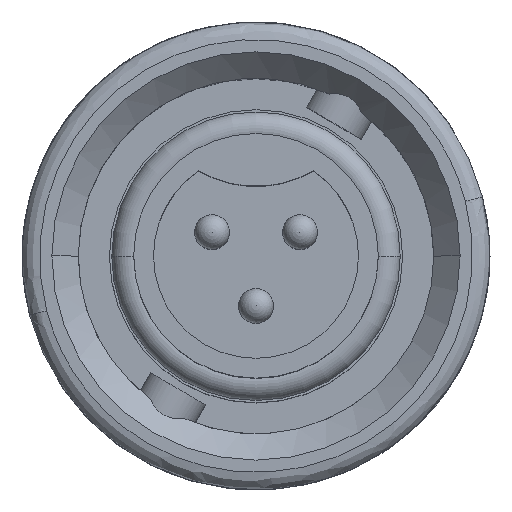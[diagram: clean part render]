
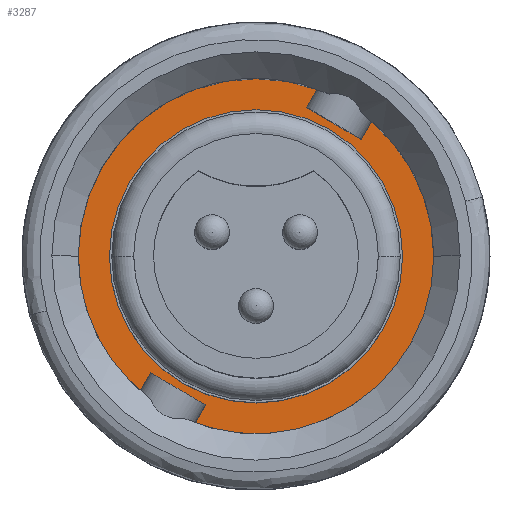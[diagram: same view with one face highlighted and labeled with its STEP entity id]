
A CAD part, top view. The second image highlights one B-rep face of the part: STEP entity #3287.
In plain terms, the highlighted planar face has unit normal (0, 0, 1).
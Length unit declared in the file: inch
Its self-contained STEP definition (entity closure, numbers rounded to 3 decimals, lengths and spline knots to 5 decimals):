
#34 = VECTOR ( 'NONE', #113, 39.37008 ) ;
#108 = CARTESIAN_POINT ( 'NONE',  ( -0.11951, -0.13281, 0.48 ) ) ;
#113 = DIRECTION ( 'NONE',  ( 0.863, -0.505, 0. ) ) ;
#180 = VERTEX_POINT ( 'NONE', #217 ) ;
#185 = DIRECTION ( 'NONE',  ( 1., 0., 0. ) ) ;
#209 = ORIENTED_EDGE ( 'NONE', *, *, #6081, .T. ) ;
#217 = CARTESIAN_POINT ( 'NONE',  ( -0.06939, -0.18971, 0.48 ) ) ;
#483 = ORIENTED_EDGE ( 'NONE', *, *, #6019, .T. ) ;
#503 = CARTESIAN_POINT ( 'NONE',  ( 0.13152, 0.15332, 0.48 ) ) ;
#507 = ORIENTED_EDGE ( 'NONE', *, *, #5741, .T. ) ;
#807 = CARTESIAN_POINT ( 'NONE',  ( -0.16658, 0., 0.48 ) ) ;
#811 = VERTEX_POINT ( 'NONE', #6337 ) ;
#898 = ORIENTED_EDGE ( 'NONE', *, *, #5852, .T. ) ;
#900 = DIRECTION ( 'NONE',  ( 0., 0., 1. ) ) ;
#912 = VERTEX_POINT ( 'NONE', #4285 ) ;
#913 = EDGE_CURVE ( 'NONE', #811, #1633, #5464, .T. ) ;
#914 = CARTESIAN_POINT ( 'NONE',  ( -0.05738, -0.1692, 0.48 ) ) ;
#1009 = EDGE_CURVE ( 'NONE', #6857, #180, #5808, .T. ) ;
#1086 = DIRECTION ( 'NONE',  ( 0.505, 0.863, 0. ) ) ;
#1161 = ORIENTED_EDGE ( 'NONE', *, *, #1248, .T. ) ;
#1248 = EDGE_CURVE ( 'NONE', #1633, #3126, #2378, .T. ) ;
#1275 = VECTOR ( 'NONE', #2945, 39.37008 ) ;
#1565 = ORIENTED_EDGE ( 'NONE', *, *, #1956, .T. ) ;
#1629 = CARTESIAN_POINT ( 'NONE',  ( -0.05738, -0.1692, 0.48 ) ) ;
#1633 = VERTEX_POINT ( 'NONE', #3337 ) ;
#1696 = VECTOR ( 'NONE', #3786, 39.37008 ) ;
#1956 = EDGE_CURVE ( 'NONE', #3864, #6857, #2892, .T. ) ;
#1995 = VERTEX_POINT ( 'NONE', #5166 ) ;
#2064 = ORIENTED_EDGE ( 'NONE', *, *, #913, .T. ) ;
#2192 = DIRECTION ( 'NONE',  ( 0., 0., 1. ) ) ;
#2204 = LINE ( 'NONE', #5365, #4883 ) ;
#2213 = VECTOR ( 'NONE', #3051, 39.37008 ) ;
#2238 = CARTESIAN_POINT ( 'NONE',  ( 0.05738, 0.1692, 0.48 ) ) ;
#2242 = CARTESIAN_POINT ( 'NONE',  ( 0., 0., 0.48 ) ) ;
#2270 = DIRECTION ( 'NONE',  ( 0., 0., -1. ) ) ;
#2378 = LINE ( 'NONE', #3072, #2213 ) ;
#2407 = CARTESIAN_POINT ( 'NONE',  ( -0.13885, -0.16584, 0.48 ) ) ;
#2482 = DIRECTION ( 'NONE',  ( 0., 0., -1. ) ) ;
#2495 = VERTEX_POINT ( 'NONE', #4713 ) ;
#2500 = FACE_OUTER_BOUND ( 'NONE', #5248, .T. ) ;
#2551 = ORIENTED_EDGE ( 'NONE', *, *, #1009, .T. ) ;
#2607 = AXIS2_PLACEMENT_3D ( 'NONE', #5460, #2270, #6007 ) ;
#2779 = DIRECTION ( 'NONE',  ( 1., 0., 0. ) ) ;
#2801 = VECTOR ( 'NONE', #5855, 39.37008 ) ;
#2892 = LINE ( 'NONE', #108, #34 ) ;
#2943 = EDGE_CURVE ( 'NONE', #6025, #912, #4839, .T. ) ;
#2945 = DIRECTION ( 'NONE',  ( 0.505, 0.863, 0. ) ) ;
#2963 = CARTESIAN_POINT ( 'NONE',  ( -0.11951, -0.13281, 0.48 ) ) ;
#3051 = DIRECTION ( 'NONE',  ( -0.863, 0.505, 0. ) ) ;
#3072 = CARTESIAN_POINT ( 'NONE',  ( 0.11951, 0.13281, 0.48 ) ) ;
#3099 = EDGE_CURVE ( 'NONE', #1995, #811, #3176, .T. ) ;
#3126 = VERTEX_POINT ( 'NONE', #2238 ) ;
#3173 = AXIS2_PLACEMENT_3D ( 'NONE', #5384, #2192, #5930 ) ;
#3176 = CIRCLE ( 'NONE', #3173, 0.202 ) ;
#3287 = ADVANCED_FACE ( 'NONE', ( #2500, #5332 ), #6572, .T. ) ;
#3293 = AXIS2_PLACEMENT_3D ( 'NONE', #5692, #2482, #6211 ) ;
#3322 = EDGE_LOOP ( 'NONE', ( #898, #3672 ) ) ;
#3337 = CARTESIAN_POINT ( 'NONE',  ( 0.11951, 0.13281, 0.48 ) ) ;
#3396 = DIRECTION ( 'NONE',  ( 0., 0., 1. ) ) ;
#3588 = EDGE_CURVE ( 'NONE', #180, #1995, #4798, .T. ) ;
#3672 = ORIENTED_EDGE ( 'NONE', *, *, #2943, .T. ) ;
#3786 = DIRECTION ( 'NONE',  ( -0.505, -0.863, 0. ) ) ;
#3864 = VERTEX_POINT ( 'NONE', #2963 ) ;
#3970 = AXIS2_PLACEMENT_3D ( 'NONE', #2242, #5977, #2779 ) ;
#4122 = CARTESIAN_POINT ( 'NONE',  ( 0., 0., 0.48 ) ) ;
#4285 = CARTESIAN_POINT ( 'NONE',  ( 0.16658, 0., 0.48 ) ) ;
#4610 = AXIS2_PLACEMENT_3D ( 'NONE', #4122, #900, #4679 ) ;
#4628 = VERTEX_POINT ( 'NONE', #5587 ) ;
#4679 = DIRECTION ( 'NONE',  ( 1., 0., 0. ) ) ;
#4713 = CARTESIAN_POINT ( 'NONE',  ( 0.06939, 0.18971, 0.48 ) ) ;
#4798 = CIRCLE ( 'NONE', #3970, 0.202 ) ;
#4839 = CIRCLE ( 'NONE', #3293, 0.16658 ) ;
#4883 = VECTOR ( 'NONE', #1086, 39.37008 ) ;
#5166 = CARTESIAN_POINT ( 'NONE',  ( 0.202, 0., 0.48 ) ) ;
#5171 = ORIENTED_EDGE ( 'NONE', *, *, #3588, .T. ) ;
#5248 = EDGE_LOOP ( 'NONE', ( #5171, #6142, #2064, #1161, #507, #209, #483, #1565, #2551 ) ) ;
#5332 = FACE_BOUND ( 'NONE', #3322, .T. ) ;
#5365 = CARTESIAN_POINT ( 'NONE',  ( 0.05738, 0.1692, 0.48 ) ) ;
#5379 = CIRCLE ( 'NONE', #4610, 0.202 ) ;
#5384 = CARTESIAN_POINT ( 'NONE',  ( 0., 0., 0.48 ) ) ;
#5450 = LINE ( 'NONE', #2407, #1275 ) ;
#5460 = CARTESIAN_POINT ( 'NONE',  ( 0., 0., 0.48 ) ) ;
#5464 = LINE ( 'NONE', #503, #2801 ) ;
#5587 = CARTESIAN_POINT ( 'NONE',  ( -0.13152, -0.15332, 0.48 ) ) ;
#5692 = CARTESIAN_POINT ( 'NONE',  ( 0., 0., 0.48 ) ) ;
#5741 = EDGE_CURVE ( 'NONE', #3126, #2495, #2204, .T. ) ;
#5808 = LINE ( 'NONE', #1629, #1696 ) ;
#5852 = EDGE_CURVE ( 'NONE', #912, #6025, #6130, .T. ) ;
#5855 = DIRECTION ( 'NONE',  ( -0.505, -0.863, 0. ) ) ;
#5930 = DIRECTION ( 'NONE',  ( 1., 0., 0. ) ) ;
#5977 = DIRECTION ( 'NONE',  ( 0., 0., 1. ) ) ;
#6007 = DIRECTION ( 'NONE',  ( 1., 0., 0. ) ) ;
#6019 = EDGE_CURVE ( 'NONE', #4628, #3864, #5450, .T. ) ;
#6025 = VERTEX_POINT ( 'NONE', #807 ) ;
#6081 = EDGE_CURVE ( 'NONE', #2495, #4628, #5379, .T. ) ;
#6130 = CIRCLE ( 'NONE', #2607, 0.16658 ) ;
#6142 = ORIENTED_EDGE ( 'NONE', *, *, #3099, .T. ) ;
#6211 = DIRECTION ( 'NONE',  ( 1., 0., 0. ) ) ;
#6337 = CARTESIAN_POINT ( 'NONE',  ( 0.13152, 0.15332, 0.48 ) ) ;
#6384 = AXIS2_PLACEMENT_3D ( 'NONE', #6594, #3396, #185 ) ;
#6572 = PLANE ( 'NONE',  #6384 ) ;
#6594 = CARTESIAN_POINT ( 'NONE',  ( 0., 0., 0.48 ) ) ;
#6857 = VERTEX_POINT ( 'NONE', #914 ) ;
